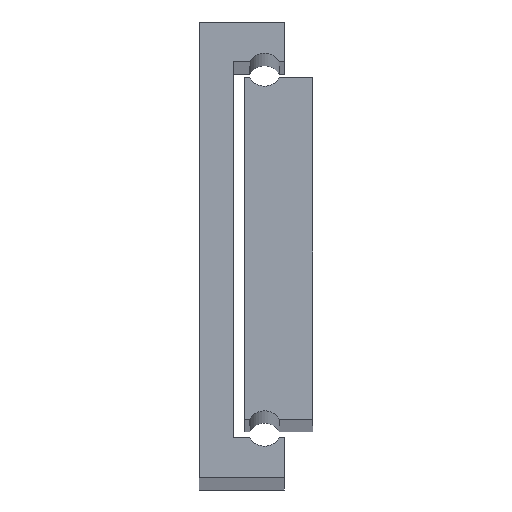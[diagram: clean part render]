
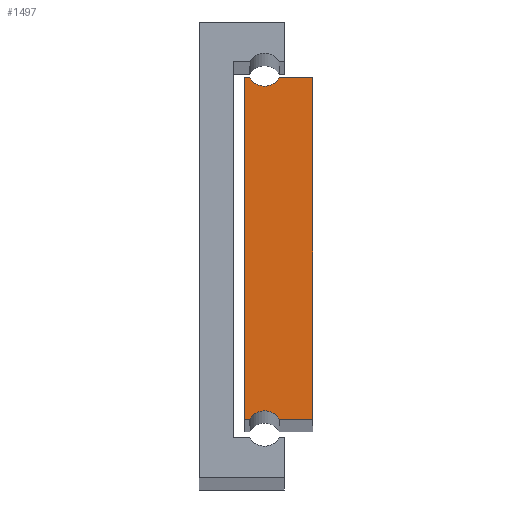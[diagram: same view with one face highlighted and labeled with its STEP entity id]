
A CAD part, top view. The second image highlights one B-rep face of the part: STEP entity #1497.
In plain terms, the highlighted planar face has unit normal (0, 0, 1).
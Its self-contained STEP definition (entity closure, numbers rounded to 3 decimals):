
#97 = AXIS2_PLACEMENT_3D ( 'NONE', #2918, #2697, #1978 ) ;
#121 = AXIS2_PLACEMENT_3D ( 'NONE', #2303, #1080, #2124 ) ;
#234 = VERTEX_POINT ( 'NONE', #2671 ) ;
#259 = DIRECTION ( 'NONE',  ( -1., 0., 0. ) ) ;
#261 = LINE ( 'NONE', #1704, #1861 ) ;
#281 = EDGE_CURVE ( 'NONE', #2778, #2846, #1992, .T. ) ;
#309 = VERTEX_POINT ( 'NONE', #2940 ) ;
#335 = CARTESIAN_POINT ( 'NONE',  ( -4.071, 78.924, 625. ) ) ;
#505 = VERTEX_POINT ( 'NONE', #2772 ) ;
#553 = DIRECTION ( 'NONE',  ( 0., -1., 0. ) ) ;
#631 = CARTESIAN_POINT ( 'NONE',  ( 2.027, 18.924, 625. ) ) ;
#673 = CARTESIAN_POINT ( 'NONE',  ( 7.929, 18.924, 625. ) ) ;
#681 = EDGE_CURVE ( 'NONE', #2846, #852, #261, .T. ) ;
#726 = DIRECTION ( 'NONE',  ( -1., 0., 0. ) ) ;
#732 = EDGE_CURVE ( 'NONE', #1750, #309, #2201, .T. ) ;
#808 = EDGE_CURVE ( 'NONE', #2108, #1750, #1158, .T. ) ;
#819 = DIRECTION ( 'NONE',  ( 1., 0., 0. ) ) ;
#852 = VERTEX_POINT ( 'NONE', #2283 ) ;
#876 = ORIENTED_EDGE ( 'NONE', *, *, #281, .T. ) ;
#885 = VECTOR ( 'NONE', #1912, 1000. ) ;
#951 = CIRCLE ( 'NONE', #3130, 3. ) ;
#989 = FACE_OUTER_BOUND ( 'NONE', #2545, .T. ) ;
#1047 = ORIENTED_EDGE ( 'NONE', *, *, #808, .T. ) ;
#1080 = DIRECTION ( 'NONE',  ( 0., 0., -1. ) ) ;
#1158 = LINE ( 'NONE', #673, #1910 ) ;
#1233 = CARTESIAN_POINT ( 'NONE',  ( -0.571, 17.424, 625. ) ) ;
#1239 = VECTOR ( 'NONE', #553, 1000. ) ;
#1249 = CARTESIAN_POINT ( 'NONE',  ( 7.929, 78.924, 625. ) ) ;
#1287 = CARTESIAN_POINT ( 'NONE',  ( 7.929, 78.924, 625. ) ) ;
#1348 = ORIENTED_EDGE ( 'NONE', *, *, #1877, .T. ) ;
#1387 = LINE ( 'NONE', #631, #2917 ) ;
#1470 = CARTESIAN_POINT ( 'NONE',  ( -3.169, 78.924, 625. ) ) ;
#1497 = ADVANCED_FACE ( 'NONE', ( #989 ), #1962, .F. ) ;
#1503 = CIRCLE ( 'NONE', #121, 3. ) ;
#1540 = ORIENTED_EDGE ( 'NONE', *, *, #2148, .T. ) ;
#1657 = CARTESIAN_POINT ( 'NONE',  ( 7.929, 18.924, 625. ) ) ;
#1681 = ORIENTED_EDGE ( 'NONE', *, *, #681, .T. ) ;
#1704 = CARTESIAN_POINT ( 'NONE',  ( -4.071, 18.924, 625. ) ) ;
#1750 = VERTEX_POINT ( 'NONE', #1287 ) ;
#1827 = CARTESIAN_POINT ( 'NONE',  ( -4.071, 18.924, 625. ) ) ;
#1829 = ORIENTED_EDGE ( 'NONE', *, *, #2248, .T. ) ;
#1861 = VECTOR ( 'NONE', #2408, 1000. ) ;
#1877 = EDGE_CURVE ( 'NONE', #309, #505, #1503, .T. ) ;
#1905 = DIRECTION ( 'NONE',  ( 0., 1., 0. ) ) ;
#1910 = VECTOR ( 'NONE', #1905, 1000. ) ;
#1912 = DIRECTION ( 'NONE',  ( -1., 0., 0. ) ) ;
#1947 = LINE ( 'NONE', #1470, #3086 ) ;
#1962 = PLANE ( 'NONE',  #97 ) ;
#1977 = ORIENTED_EDGE ( 'NONE', *, *, #2539, .T. ) ;
#1978 = DIRECTION ( 'NONE',  ( -1., 0., 0. ) ) ;
#1992 = LINE ( 'NONE', #335, #1239 ) ;
#2108 = VERTEX_POINT ( 'NONE', #1657 ) ;
#2123 = ORIENTED_EDGE ( 'NONE', *, *, #732, .T. ) ;
#2124 = DIRECTION ( 'NONE',  ( 1., 0., 0. ) ) ;
#2148 = EDGE_CURVE ( 'NONE', #852, #234, #951, .T. ) ;
#2201 = LINE ( 'NONE', #1249, #885 ) ;
#2248 = EDGE_CURVE ( 'NONE', #505, #2778, #1947, .T. ) ;
#2283 = CARTESIAN_POINT ( 'NONE',  ( -3.169, 18.924, 625. ) ) ;
#2303 = CARTESIAN_POINT ( 'NONE',  ( -0.571, 80.424, 625. ) ) ;
#2408 = DIRECTION ( 'NONE',  ( 1., 0., 0. ) ) ;
#2415 = CARTESIAN_POINT ( 'NONE',  ( -4.071, 78.924, 625. ) ) ;
#2539 = EDGE_CURVE ( 'NONE', #234, #2108, #1387, .T. ) ;
#2545 = EDGE_LOOP ( 'NONE', ( #876, #1681, #1540, #1977, #1047, #2123, #1348, #1829 ) ) ;
#2671 = CARTESIAN_POINT ( 'NONE',  ( 2.027, 18.924, 625. ) ) ;
#2697 = DIRECTION ( 'NONE',  ( 0., 0., -1. ) ) ;
#2772 = CARTESIAN_POINT ( 'NONE',  ( -3.169, 78.924, 625. ) ) ;
#2778 = VERTEX_POINT ( 'NONE', #2415 ) ;
#2846 = VERTEX_POINT ( 'NONE', #1827 ) ;
#2917 = VECTOR ( 'NONE', #819, 1000. ) ;
#2918 = CARTESIAN_POINT ( 'NONE',  ( -0.571, 17.424, 625. ) ) ;
#2940 = CARTESIAN_POINT ( 'NONE',  ( 2.027, 78.924, 625. ) ) ;
#3086 = VECTOR ( 'NONE', #259, 1000. ) ;
#3123 = DIRECTION ( 'NONE',  ( 0., 0., -1. ) ) ;
#3130 = AXIS2_PLACEMENT_3D ( 'NONE', #1233, #3123, #726 ) ;
